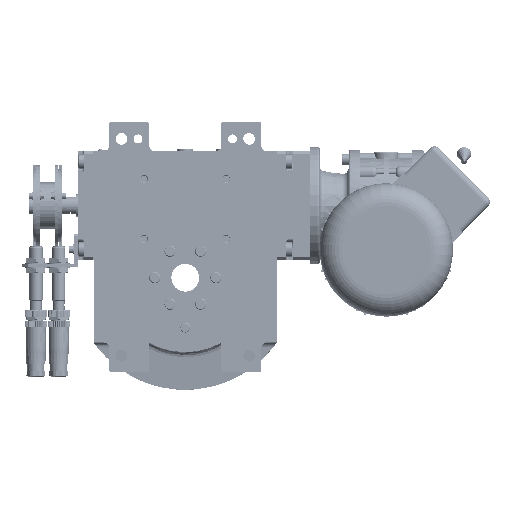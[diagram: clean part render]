
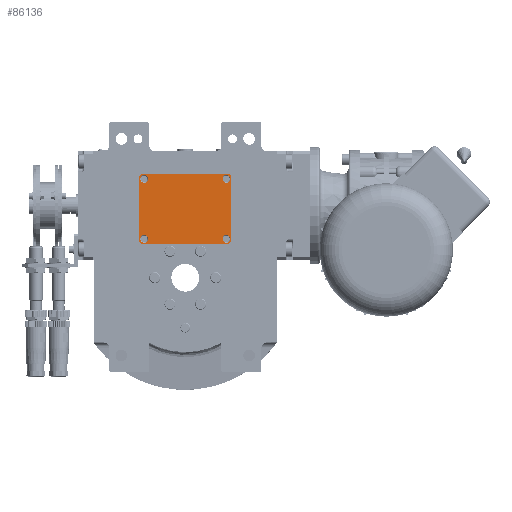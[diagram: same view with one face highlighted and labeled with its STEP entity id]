
A CAD part, front view. The second image highlights one B-rep face of the part: STEP entity #86136.
In plain terms, the highlighted face is planar.
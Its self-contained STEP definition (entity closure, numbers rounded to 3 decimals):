
#237 = DIRECTION ( 'NONE',  ( -0.707, 0.707, 0. ) ) ;
#1246 = EDGE_CURVE ( 'NONE', #30488, #51294, #73780, .T. ) ;
#1833 = EDGE_CURVE ( 'NONE', #111366, #30703, #96508, .T. ) ;
#5722 = ORIENTED_EDGE ( 'NONE', *, *, #1833, .F. ) ;
#5892 = EDGE_CURVE ( 'NONE', #19783, #11201, #6360, .T. ) ;
#6223 = VERTEX_POINT ( 'NONE', #28364 ) ;
#6360 = LINE ( 'NONE', #73564, #10600 ) ;
#7625 = EDGE_CURVE ( 'NONE', #108273, #40032, #55544, .T. ) ;
#10600 = VECTOR ( 'NONE', #116902, 1000. ) ;
#11201 = VERTEX_POINT ( 'NONE', #67084 ) ;
#12657 = LINE ( 'NONE', #66553, #89699 ) ;
#12860 = DIRECTION ( 'NONE',  ( -0.707, -0.707, 0. ) ) ;
#19783 = VERTEX_POINT ( 'NONE', #144280 ) ;
#20072 = EDGE_CURVE ( 'NONE', #51294, #30488, #75082, .T. ) ;
#22406 = DIRECTION ( 'NONE',  ( -1., 0., 0. ) ) ;
#22880 = LINE ( 'NONE', #90066, #131970 ) ;
#23236 = DIRECTION ( 'NONE',  ( 0., 0., 1. ) ) ;
#26506 = LINE ( 'NONE', #51263, #57976 ) ;
#27465 = AXIS2_PLACEMENT_3D ( 'NONE', #41255, #55336, #149131 ) ;
#27685 = ORIENTED_EDGE ( 'NONE', *, *, #80182, .F. ) ;
#28091 = AXIS2_PLACEMENT_3D ( 'NONE', #147977, #150594, #106440 ) ;
#28364 = CARTESIAN_POINT ( 'NONE',  ( 41.5, -29.5, 3. ) ) ;
#28665 = ORIENTED_EDGE ( 'NONE', *, *, #127905, .T. ) ;
#29300 = VERTEX_POINT ( 'NONE', #37092 ) ;
#30488 = VERTEX_POINT ( 'NONE', #171571 ) ;
#30703 = VERTEX_POINT ( 'NONE', #163857 ) ;
#30937 = DIRECTION ( 'NONE',  ( 1., 0., 0. ) ) ;
#31854 = DIRECTION ( 'NONE',  ( 1., 0., 0. ) ) ;
#32431 = DIRECTION ( 'NONE',  ( 0.707, -0.707, 0. ) ) ;
#33427 = FACE_OUTER_BOUND ( 'NONE', #144065, .T. ) ;
#34033 = LINE ( 'NONE', #37544, #83538 ) ;
#34281 = AXIS2_PLACEMENT_3D ( 'NONE', #82505, #152362, #95779 ) ;
#34480 = DIRECTION ( 'NONE',  ( 0., 0., 1. ) ) ;
#37092 = CARTESIAN_POINT ( 'NONE',  ( 33.5, -27., 3. ) ) ;
#37544 = CARTESIAN_POINT ( 'NONE',  ( 39.5, -31.5, 3. ) ) ;
#39474 = CIRCLE ( 'NONE', #28091, 3.5 ) ;
#39674 = ORIENTED_EDGE ( 'NONE', *, *, #7625, .F. ) ;
#40032 = VERTEX_POINT ( 'NONE', #128038 ) ;
#41174 = EDGE_LOOP ( 'NONE', ( #145506, #111281 ) ) ;
#41255 = CARTESIAN_POINT ( 'NONE',  ( -37., 27., 3. ) ) ;
#41818 = DIRECTION ( 'NONE',  ( -1., 0., 0. ) ) ;
#41871 = EDGE_CURVE ( 'NONE', #6223, #168889, #26506, .T. ) ;
#43378 = DIRECTION ( 'NONE',  ( 0., 0., 1. ) ) ;
#45698 = EDGE_CURVE ( 'NONE', #171800, #61191, #47692, .T. ) ;
#45833 = DIRECTION ( 'NONE',  ( 0., 0., 1. ) ) ;
#45947 = CARTESIAN_POINT ( 'NONE',  ( -39.5, -31.5, 3. ) ) ;
#46420 = EDGE_LOOP ( 'NONE', ( #5722, #27685 ) ) ;
#47692 = LINE ( 'NONE', #45947, #107008 ) ;
#48174 = DIRECTION ( 'NONE',  ( 0.707, 0.707, 0. ) ) ;
#48885 = CARTESIAN_POINT ( 'NONE',  ( 37., -27., 3. ) ) ;
#49287 = AXIS2_PLACEMENT_3D ( 'NONE', #48885, #23236, #118724 ) ;
#49782 = CARTESIAN_POINT ( 'NONE',  ( 37., -27., 3. ) ) ;
#49821 = CARTESIAN_POINT ( 'NONE',  ( 39.5, -31.5, 3. ) ) ;
#50913 = ORIENTED_EDGE ( 'NONE', *, *, #122427, .T. ) ;
#51263 = CARTESIAN_POINT ( 'NONE',  ( 41.5, -29.5, 3. ) ) ;
#51294 = VERTEX_POINT ( 'NONE', #151404 ) ;
#55336 = DIRECTION ( 'NONE',  ( 0., 0., 1. ) ) ;
#55544 = CIRCLE ( 'NONE', #27465, 3.5 ) ;
#57976 = VECTOR ( 'NONE', #93675, 1000. ) ;
#58927 = CARTESIAN_POINT ( 'NONE',  ( 41.5, 29.5, 3. ) ) ;
#61191 = VERTEX_POINT ( 'NONE', #49821 ) ;
#62040 = CARTESIAN_POINT ( 'NONE',  ( -33.5, 27., 3. ) ) ;
#63450 = ORIENTED_EDGE ( 'NONE', *, *, #45698, .T. ) ;
#66553 = CARTESIAN_POINT ( 'NONE',  ( 39.5, 31.5, 3. ) ) ;
#67084 = CARTESIAN_POINT ( 'NONE',  ( -41.5, -29.5, 3. ) ) ;
#71137 = ORIENTED_EDGE ( 'NONE', *, *, #1246, .F. ) ;
#73564 = CARTESIAN_POINT ( 'NONE',  ( -41.5, 29.5, 3. ) ) ;
#73780 = CIRCLE ( 'NONE', #34281, 3.5 ) ;
#73906 = AXIS2_PLACEMENT_3D ( 'NONE', #168076, #34480, #31854 ) ;
#74989 = FACE_BOUND ( 'NONE', #41174, .T. ) ;
#75082 = CIRCLE ( 'NONE', #131520, 3.5 ) ;
#75612 = ORIENTED_EDGE ( 'NONE', *, *, #20072, .F. ) ;
#76110 = EDGE_LOOP ( 'NONE', ( #75612, #71137 ) ) ;
#77894 = CIRCLE ( 'NONE', #117457, 3.5 ) ;
#79290 = VERTEX_POINT ( 'NONE', #114486 ) ;
#80182 = EDGE_CURVE ( 'NONE', #30703, #111366, #77894, .T. ) ;
#81392 = EDGE_CURVE ( 'NONE', #79290, #19783, #22880, .T. ) ;
#82505 = CARTESIAN_POINT ( 'NONE',  ( -37., -27., 3. ) ) ;
#83135 = CARTESIAN_POINT ( 'NONE',  ( -37., -27., 3. ) ) ;
#83538 = VECTOR ( 'NONE', #48174, 1000. ) ;
#84019 = DIRECTION ( 'NONE',  ( 0., 0., 1. ) ) ;
#85626 = FACE_BOUND ( 'NONE', #76110, .T. ) ;
#86136 = ADVANCED_FACE ( 'NONE', ( #33427, #101517, #167040, #74989, #85626 ), #113926, .T. ) ;
#89135 = CARTESIAN_POINT ( 'NONE',  ( 39.5, 31.5, 3. ) ) ;
#89699 = VECTOR ( 'NONE', #41818, 1000. ) ;
#90066 = CARTESIAN_POINT ( 'NONE',  ( -39.5, 31.5, 3. ) ) ;
#90067 = EDGE_CURVE ( 'NONE', #40032, #108273, #39474, .T. ) ;
#93675 = DIRECTION ( 'NONE',  ( 0., 1., 0. ) ) ;
#94816 = CARTESIAN_POINT ( 'NONE',  ( 41.5, 29.5, 3. ) ) ;
#95779 = DIRECTION ( 'NONE',  ( -1., 0., 0. ) ) ;
#96508 = CIRCLE ( 'NONE', #73906, 3.5 ) ;
#97301 = DIRECTION ( 'NONE',  ( -1., 0., 0. ) ) ;
#99652 = CARTESIAN_POINT ( 'NONE',  ( -41.5, -29.5, 3. ) ) ;
#99912 = CARTESIAN_POINT ( 'NONE',  ( 40.5, -27., 3. ) ) ;
#101517 = FACE_BOUND ( 'NONE', #46420, .T. ) ;
#106440 = DIRECTION ( 'NONE',  ( -1., 0., 0. ) ) ;
#107008 = VECTOR ( 'NONE', #157319, 1000. ) ;
#107073 = EDGE_LOOP ( 'NONE', ( #39674, #157782 ) ) ;
#108273 = VERTEX_POINT ( 'NONE', #62040 ) ;
#108542 = VERTEX_POINT ( 'NONE', #99912 ) ;
#109474 = LINE ( 'NONE', #99652, #129140 ) ;
#111281 = ORIENTED_EDGE ( 'NONE', *, *, #138857, .F. ) ;
#111366 = VERTEX_POINT ( 'NONE', #128707 ) ;
#113926 = PLANE ( 'NONE',  #128599 ) ;
#114486 = CARTESIAN_POINT ( 'NONE',  ( -39.5, 31.5, 3. ) ) ;
#114784 = ORIENTED_EDGE ( 'NONE', *, *, #41871, .T. ) ;
#116902 = DIRECTION ( 'NONE',  ( 0., -1., 0. ) ) ;
#117457 = AXIS2_PLACEMENT_3D ( 'NONE', #164565, #43378, #97301 ) ;
#118724 = DIRECTION ( 'NONE',  ( 1., 0., 0. ) ) ;
#120532 = LINE ( 'NONE', #94816, #171829 ) ;
#122427 = EDGE_CURVE ( 'NONE', #61191, #6223, #34033, .T. ) ;
#126775 = EDGE_CURVE ( 'NONE', #168889, #137845, #120532, .T. ) ;
#127905 = EDGE_CURVE ( 'NONE', #137845, #79290, #12657, .T. ) ;
#128038 = CARTESIAN_POINT ( 'NONE',  ( -40.5, 27., 3. ) ) ;
#128067 = CARTESIAN_POINT ( 'NONE',  ( 0., 0., 3. ) ) ;
#128599 = AXIS2_PLACEMENT_3D ( 'NONE', #128067, #45833, #155469 ) ;
#128707 = CARTESIAN_POINT ( 'NONE',  ( 40.5, 27., 3. ) ) ;
#129140 = VECTOR ( 'NONE', #32431, 1000. ) ;
#131520 = AXIS2_PLACEMENT_3D ( 'NONE', #83135, #84019, #30937 ) ;
#131970 = VECTOR ( 'NONE', #12860, 1000. ) ;
#136749 = ORIENTED_EDGE ( 'NONE', *, *, #81392, .T. ) ;
#137845 = VERTEX_POINT ( 'NONE', #89135 ) ;
#138857 = EDGE_CURVE ( 'NONE', #29300, #108542, #164788, .T. ) ;
#144065 = EDGE_LOOP ( 'NONE', ( #114784, #148298, #28665, #136749, #159682, #174912, #63450, #50913 ) ) ;
#144280 = CARTESIAN_POINT ( 'NONE',  ( -41.5, 29.5, 3. ) ) ;
#145506 = ORIENTED_EDGE ( 'NONE', *, *, #166002, .F. ) ;
#147977 = CARTESIAN_POINT ( 'NONE',  ( -37., 27., 3. ) ) ;
#148298 = ORIENTED_EDGE ( 'NONE', *, *, #126775, .T. ) ;
#149131 = DIRECTION ( 'NONE',  ( 1., 0., 0. ) ) ;
#150594 = DIRECTION ( 'NONE',  ( 0., 0., 1. ) ) ;
#151404 = CARTESIAN_POINT ( 'NONE',  ( -33.5, -27., 3. ) ) ;
#152362 = DIRECTION ( 'NONE',  ( 0., 0., 1. ) ) ;
#155469 = DIRECTION ( 'NONE',  ( 1., 0., 0. ) ) ;
#157319 = DIRECTION ( 'NONE',  ( 1., 0., 0. ) ) ;
#157782 = ORIENTED_EDGE ( 'NONE', *, *, #90067, .F. ) ;
#158324 = CARTESIAN_POINT ( 'NONE',  ( -39.5, -31.5, 3. ) ) ;
#159682 = ORIENTED_EDGE ( 'NONE', *, *, #5892, .T. ) ;
#162301 = CIRCLE ( 'NONE', #49287, 3.5 ) ;
#163857 = CARTESIAN_POINT ( 'NONE',  ( 33.5, 27., 3. ) ) ;
#164565 = CARTESIAN_POINT ( 'NONE',  ( 37., 27., 3. ) ) ;
#164788 = CIRCLE ( 'NONE', #173398, 3.5 ) ;
#166002 = EDGE_CURVE ( 'NONE', #108542, #29300, #162301, .T. ) ;
#167040 = FACE_BOUND ( 'NONE', #107073, .T. ) ;
#168076 = CARTESIAN_POINT ( 'NONE',  ( 37., 27., 3. ) ) ;
#168889 = VERTEX_POINT ( 'NONE', #58927 ) ;
#169273 = DIRECTION ( 'NONE',  ( 0., 0., 1. ) ) ;
#170140 = EDGE_CURVE ( 'NONE', #11201, #171800, #109474, .T. ) ;
#171571 = CARTESIAN_POINT ( 'NONE',  ( -40.5, -27., 3. ) ) ;
#171800 = VERTEX_POINT ( 'NONE', #158324 ) ;
#171829 = VECTOR ( 'NONE', #237, 1000. ) ;
#173398 = AXIS2_PLACEMENT_3D ( 'NONE', #49782, #169273, #22406 ) ;
#174912 = ORIENTED_EDGE ( 'NONE', *, *, #170140, .T. ) ;
